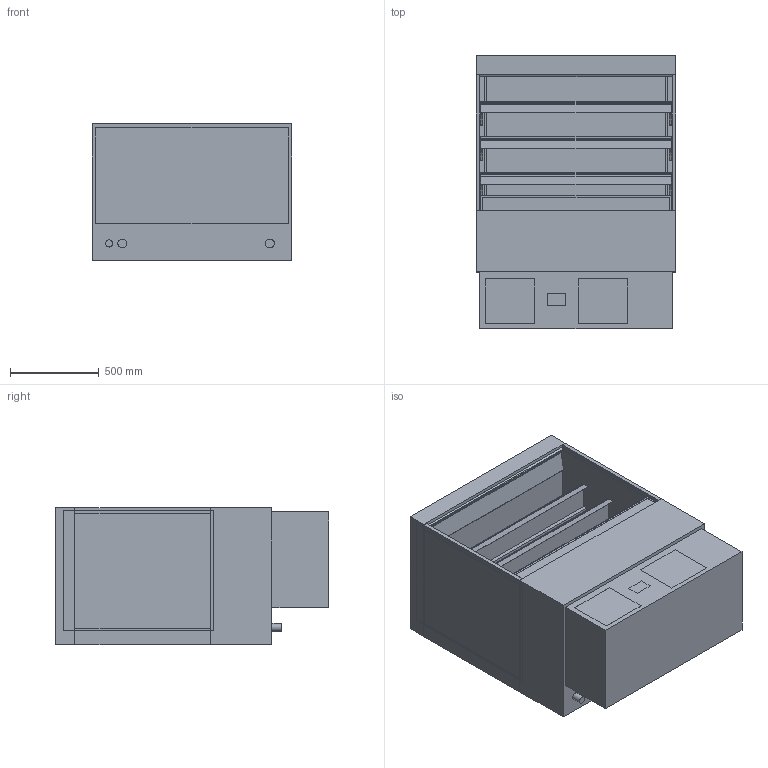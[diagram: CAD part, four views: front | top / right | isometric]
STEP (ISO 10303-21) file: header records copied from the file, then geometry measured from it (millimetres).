
FILE_DESCRIPTION(/* description */ ('Einbaukühlvitrine: eigengekühlt'),/* implementation_level */ '2;1');
FILE_NAME(/* name */ '3D-AKE-00021208.stp',/* time_stamp */ '2024-06-21T08:39:16+02:00',/* author */ ('julian.lux'),/* organization */ (''),/* preprocessor_version */ 'ST-DEVELOPER v18.1',/* originating_system */ 'Autodesk Inventor 2020',/* authorisation */ '');
FILE_SCHEMA (('AUTOMOTIVE_DESIGN { 1 0 10303 214 3 1 1 }'));
Length unit declared in the file: millimetre
Products named in the file (1): 3D-AKE-00021208
Bounding box: 1125 x 1540.1 x 772 mm (x, y, z)
Volume: 594231655.8 mm3; surface area: 23042726.2 mm2
Topology: 53 solids, 53 shells, 420 faces, 957 edges, 648 vertices
Faces by surface type: plane 381, cylinder 39
Full cylindrical faces by diameter (mm): 16 x12, 40 x1, 50 x2
Entity records: 11687 total; most frequent: CARTESIAN_POINT 2026, ORIENTED_EDGE 1914, DIRECTION 1907, EDGE_CURVE 957, LINE 849, VECTOR 849, VERTEX_POINT 648, AXIS2_PLACEMENT_3D 529
